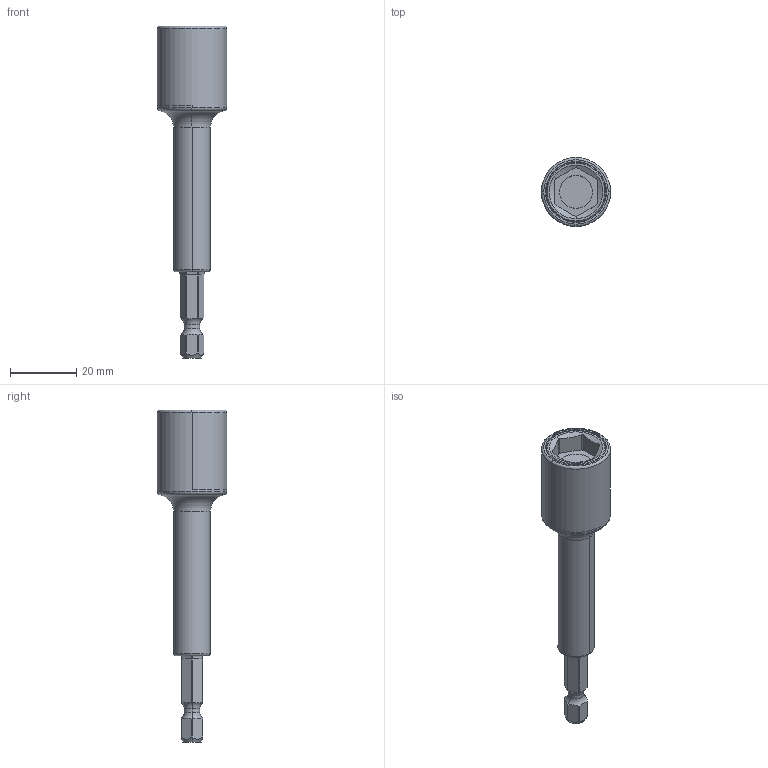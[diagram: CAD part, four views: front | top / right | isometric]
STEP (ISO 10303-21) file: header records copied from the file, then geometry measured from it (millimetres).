
FILE_DESCRIPTION((''),'2;1');
FILE_NAME('4027106713_ASM','2024-01-02T09:51:39',('a00565553'),(''),'CREO PARAMETRIC BY PTC INC, 2022414','CREO PARAMETRIC BY PTC INC, 2022414','');
FILE_SCHEMA(('CONFIG_CONTROL_DESIGN','GEOMETRIC_VALIDATION_PROPERTIES_MIM'));
Length unit declared in the file: millimetre
Products named in the file (3): 4027906259; 4027299439; 4027106713_ASM
Assembly tree (2 placements, depth 2):
  4027106713_ASM
    4027906259
    4027299439
Bounding box: 20.8 x 20.8 x 100 mm (x, y, z)
Volume: 12495.7 mm3; surface area: 10787.7 mm2
Topology: 3 solids, 3 shells, 112 faces, 270 edges, 165 vertices
Faces by surface type: cylinder 46, torus 28, plane 26, cone 12
Entity records: 3888 total; most frequent: CARTESIAN_POINT 846, DIRECTION 598, ORIENTED_EDGE 536, EDGE_CURVE 268, AXIS2_PLACEMENT_3D 257, VERTEX_POINT 165, CIRCLE 140, EDGE_LOOP 117
